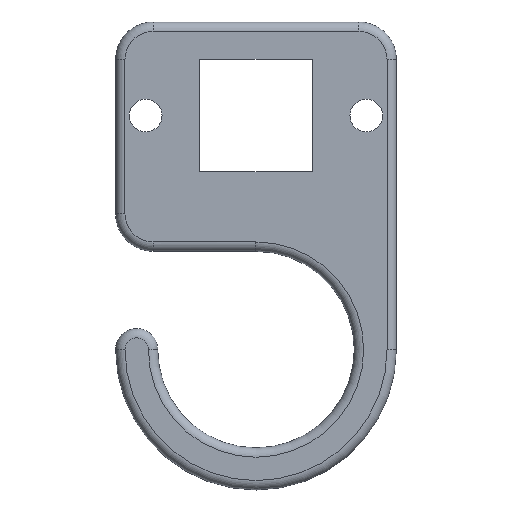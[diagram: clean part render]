
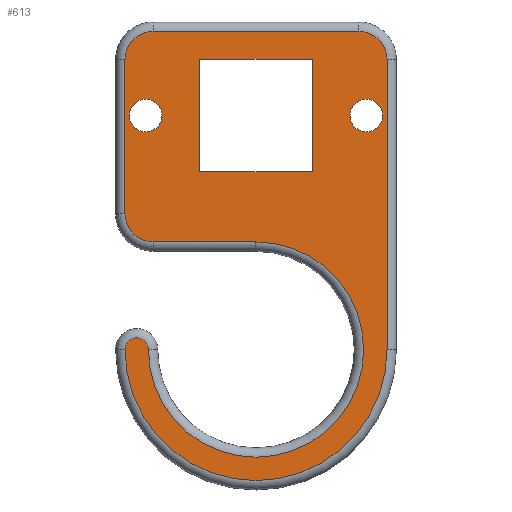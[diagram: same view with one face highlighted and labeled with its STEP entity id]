
A CAD part, top view. The second image highlights one B-rep face of the part: STEP entity #613.
In plain terms, the highlighted planar face has unit normal (0, 0, 1).
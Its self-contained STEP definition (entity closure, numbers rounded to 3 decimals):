
#18=FACE_BOUND('',#197,.T.);
#19=FACE_BOUND('',#198,.T.);
#20=FACE_BOUND('',#199,.T.);
#25=PLANE('',#709);
#51=LINE('',#1103,#91);
#53=LINE('',#1119,#93);
#54=LINE('',#1140,#94);
#55=LINE('',#1146,#95);
#59=LINE('',#1155,#99);
#60=LINE('',#1157,#100);
#61=LINE('',#1159,#101);
#62=LINE('',#1160,#102);
#91=VECTOR('',#829,10.);
#93=VECTOR('',#847,10.);
#94=VECTOR('',#878,10.);
#95=VECTOR('',#887,10.);
#99=VECTOR('',#897,10.);
#100=VECTOR('',#898,10.);
#101=VECTOR('',#899,10.);
#102=VECTOR('',#900,10.);
#155=FACE_OUTER_BOUND('',#196,.T.);
#196=EDGE_LOOP('',(#521,#522,#523,#524,#525,#526,#527,#528,#529,#530));
#197=EDGE_LOOP('',(#531,#532,#533,#534));
#198=EDGE_LOOP('',(#535));
#199=EDGE_LOOP('',(#536));
#237=CIRCLE('',#683,3.);
#243=CIRCLE('',#691,14.);
#246=CIRCLE('',#695,1.25);
#247=CIRCLE('',#697,11.5);
#249=CIRCLE('',#700,3.);
#252=CIRCLE('',#705,3.);
#253=CIRCLE('',#710,1.75);
#254=CIRCLE('',#711,1.75);
#289=VERTEX_POINT('',#1064);
#290=VERTEX_POINT('',#1102);
#292=VERTEX_POINT('',#1107);
#293=VERTEX_POINT('',#1109);
#295=VERTEX_POINT('',#1115);
#297=VERTEX_POINT('',#1121);
#299=VERTEX_POINT('',#1127);
#300=VERTEX_POINT('',#1134);
#301=VERTEX_POINT('',#1138);
#302=VERTEX_POINT('',#1142);
#303=VERTEX_POINT('',#1153);
#304=VERTEX_POINT('',#1154);
#305=VERTEX_POINT('',#1156);
#306=VERTEX_POINT('',#1158);
#307=VERTEX_POINT('',#1161);
#308=VERTEX_POINT('',#1163);
#357=EDGE_CURVE('',#289,#290,#51,.T.);
#360=EDGE_CURVE('',#292,#293,#237,.T.);
#365=EDGE_CURVE('',#293,#295,#53,.T.);
#368=EDGE_CURVE('',#295,#297,#243,.T.);
#371=EDGE_CURVE('',#297,#299,#246,.T.);
#372=EDGE_CURVE('',#299,#289,#247,.T.);
#374=EDGE_CURVE('',#290,#300,#249,.T.);
#376=EDGE_CURVE('',#300,#301,#54,.T.);
#378=EDGE_CURVE('',#301,#302,#252,.T.);
#379=EDGE_CURVE('',#302,#292,#55,.T.);
#383=EDGE_CURVE('',#303,#304,#59,.T.);
#384=EDGE_CURVE('',#304,#305,#60,.T.);
#385=EDGE_CURVE('',#305,#306,#61,.T.);
#386=EDGE_CURVE('',#306,#303,#62,.T.);
#387=EDGE_CURVE('',#307,#307,#253,.T.);
#388=EDGE_CURVE('',#308,#308,#254,.T.);
#521=ORIENTED_EDGE('',*,*,#360,.F.);
#522=ORIENTED_EDGE('',*,*,#379,.F.);
#523=ORIENTED_EDGE('',*,*,#378,.F.);
#524=ORIENTED_EDGE('',*,*,#376,.F.);
#525=ORIENTED_EDGE('',*,*,#374,.F.);
#526=ORIENTED_EDGE('',*,*,#357,.F.);
#527=ORIENTED_EDGE('',*,*,#372,.F.);
#528=ORIENTED_EDGE('',*,*,#371,.F.);
#529=ORIENTED_EDGE('',*,*,#368,.F.);
#530=ORIENTED_EDGE('',*,*,#365,.F.);
#531=ORIENTED_EDGE('',*,*,#383,.T.);
#532=ORIENTED_EDGE('',*,*,#384,.T.);
#533=ORIENTED_EDGE('',*,*,#385,.T.);
#534=ORIENTED_EDGE('',*,*,#386,.T.);
#535=ORIENTED_EDGE('',*,*,#387,.T.);
#536=ORIENTED_EDGE('',*,*,#388,.T.);
#613=ADVANCED_FACE('',(#155,#18,#19,#20),#25,.T.);
#683=AXIS2_PLACEMENT_3D('',#1110,#836,#837);
#691=AXIS2_PLACEMENT_3D('',#1125,#854,#855);
#695=AXIS2_PLACEMENT_3D('',#1130,#862,#863);
#697=AXIS2_PLACEMENT_3D('',#1132,#866,#867);
#700=AXIS2_PLACEMENT_3D('',#1136,#872,#873);
#705=AXIS2_PLACEMENT_3D('',#1144,#883,#884);
#709=AXIS2_PLACEMENT_3D('',#1152,#895,#896);
#710=AXIS2_PLACEMENT_3D('',#1162,#901,#902);
#711=AXIS2_PLACEMENT_3D('',#1164,#903,#904);
#829=DIRECTION('',(-1.,0.,0.));
#836=DIRECTION('center_axis',(0.,0.,-1.));
#837=DIRECTION('ref_axis',(0.707,0.707,0.));
#847=DIRECTION('',(0.,-1.,0.));
#854=DIRECTION('center_axis',(0.,0.,-1.));
#855=DIRECTION('ref_axis',(0.,-1.,0.));
#862=DIRECTION('center_axis',(0.,0.,-1.));
#863=DIRECTION('ref_axis',(0.,1.,0.));
#866=DIRECTION('center_axis',(0.,0.,1.));
#867=DIRECTION('ref_axis',(0.707,-0.707,0.));
#872=DIRECTION('center_axis',(0.,0.,-1.));
#873=DIRECTION('ref_axis',(-0.707,-0.707,0.));
#878=DIRECTION('',(0.,1.,0.));
#883=DIRECTION('center_axis',(0.,0.,-1.));
#884=DIRECTION('ref_axis',(-0.707,0.707,0.));
#887=DIRECTION('',(1.,0.,0.));
#895=DIRECTION('center_axis',(0.,0.,1.));
#896=DIRECTION('ref_axis',(1.,0.,0.));
#897=DIRECTION('',(0.,-1.,0.));
#898=DIRECTION('',(-1.,0.,0.));
#899=DIRECTION('',(0.,1.,0.));
#900=DIRECTION('',(1.,0.,0.));
#901=DIRECTION('center_axis',(0.,0.,-1.));
#902=DIRECTION('ref_axis',(1.,0.,0.));
#903=DIRECTION('center_axis',(0.,0.,-1.));
#904=DIRECTION('ref_axis',(1.,0.,0.));
#1064=CARTESIAN_POINT('',(-0.008,-13.5,2.));
#1102=CARTESIAN_POINT('',(-11.,-13.5,2.));
#1103=CARTESIAN_POINT('',(-7.5,-13.5,2.));
#1107=CARTESIAN_POINT('',(11.,9.,2.));
#1109=CARTESIAN_POINT('',(14.,6.,2.));
#1110=CARTESIAN_POINT('Origin',(11.,6.,2.));
#1115=CARTESIAN_POINT('',(14.,-25.,2.));
#1119=CARTESIAN_POINT('',(14.,-16.25,2.));
#1121=CARTESIAN_POINT('',(-14.,-25.,2.));
#1125=CARTESIAN_POINT('Origin',(0.,-25.,2.));
#1127=CARTESIAN_POINT('',(-11.5,-25.,2.));
#1130=CARTESIAN_POINT('Origin',(-12.75,-25.,2.));
#1132=CARTESIAN_POINT('Origin',(0.,-25.,2.));
#1134=CARTESIAN_POINT('',(-14.,-10.5,2.));
#1136=CARTESIAN_POINT('Origin',(-11.,-10.5,2.));
#1138=CARTESIAN_POINT('',(-14.,6.,2.));
#1140=CARTESIAN_POINT('',(-14.,1.25,2.));
#1142=CARTESIAN_POINT('',(-11.,9.,2.));
#1144=CARTESIAN_POINT('Origin',(-11.,6.,2.));
#1146=CARTESIAN_POINT('',(7.5,9.,2.));
#1152=CARTESIAN_POINT('Origin',(0.,-7.5,2.));
#1153=CARTESIAN_POINT('',(6.,6.,2.));
#1154=CARTESIAN_POINT('',(6.,-6.,2.));
#1155=CARTESIAN_POINT('',(6.,-6.,2.));
#1156=CARTESIAN_POINT('',(-6.,-6.,2.));
#1157=CARTESIAN_POINT('',(-6.,-6.,2.));
#1158=CARTESIAN_POINT('',(-6.,6.,2.));
#1159=CARTESIAN_POINT('',(-6.,6.,2.));
#1160=CARTESIAN_POINT('',(6.,6.,2.));
#1161=CARTESIAN_POINT('',(-13.542,0.,2.));
#1162=CARTESIAN_POINT('Origin',(-11.792,0.,2.));
#1163=CARTESIAN_POINT('',(10.042,0.,2.));
#1164=CARTESIAN_POINT('Origin',(11.792,0.,2.));
